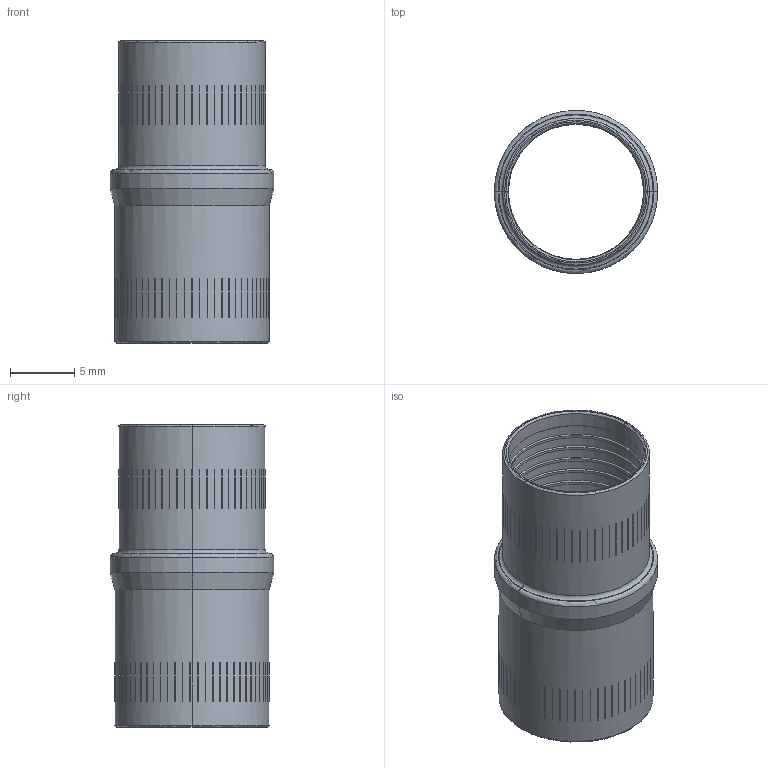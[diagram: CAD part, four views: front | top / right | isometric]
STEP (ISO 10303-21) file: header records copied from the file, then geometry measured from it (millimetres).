
FILE_DESCRIPTION(('CATIA V5 STEP Exchange','CAx-IF Rec.Pracs.--- Model Styling and Organization---1.5--- 2016-08-15','CAx-IF Rec.Pracs.---Supplemental Geometry---1.0---2011-11-01','CAx-IF Rec.Pracs.--- Composite Materials ---1.1---2010-07-15'),'2;1');
FILE_NAME ('383397-2_2', '2025-07-21T06:55:38+00:00', ('none'), ('Weidmueller'), 'CATIA Version 5-6 Release 2024 SP4', 'CATIA V5 STEP AP214 v3', 'none');
FILE_SCHEMA(('AUTOMOTIVE_DESIGN { 1 0 10303 214 1 1 1 1 }'));
Length unit declared in the file: millimetre
Products named in the file (1): 2566010000
Bounding box: 12.7 x 12.7 x 23.5 mm (x, y, z)
Volume: 391.3 mm3; surface area: 1745.5 mm2
Topology: 1 solids, 1 shells, 567 faces, 1263 edges, 826 vertices
Faces by surface type: plane 501, cylinder 34, cone 16, torus 16
Entity records: 13837 total; most frequent: CARTESIAN_POINT 2552, ORIENTED_EDGE 2526, DIRECTION 1709, EDGE_CURVE 1263, VECTOR 913, LINE 913, VERTEX_POINT 826, EDGE_LOOP 697
